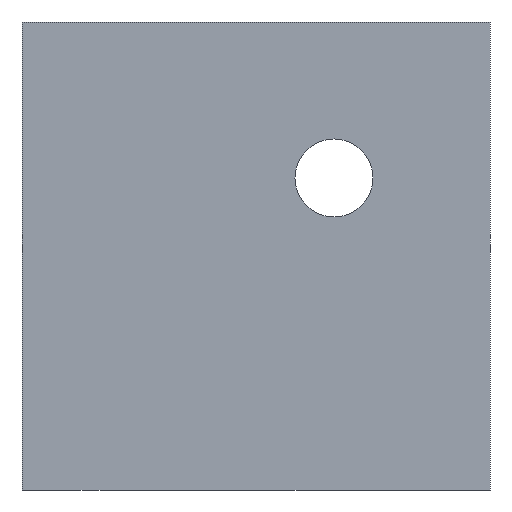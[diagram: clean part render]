
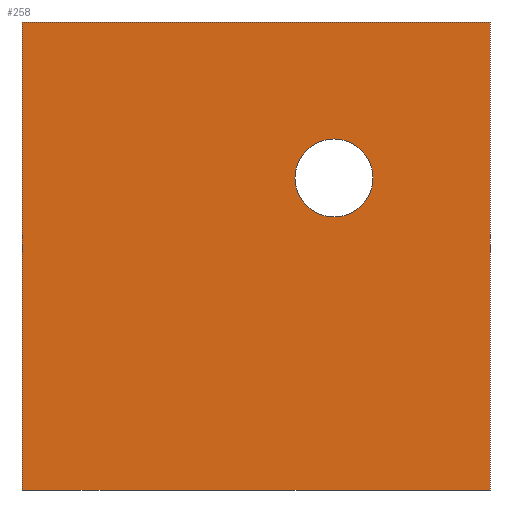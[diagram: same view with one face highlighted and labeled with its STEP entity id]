
A CAD part, left-side view. The second image highlights one B-rep face of the part: STEP entity #258.
In plain terms, the highlighted planar face has unit normal (-1, 0, 0).
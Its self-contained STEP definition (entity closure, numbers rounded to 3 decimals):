
#19=FACE_BOUND('',#63,.T.);
#28=PLANE('',#299);
#43=FACE_OUTER_BOUND('',#62,.T.);
#62=EDGE_LOOP('',(#220,#221,#222,#223));
#63=EDGE_LOOP('',(#224));
#75=LINE('',#408,#96);
#82=LINE('',#438,#103);
#84=LINE('',#442,#105);
#85=LINE('',#443,#106);
#96=VECTOR('',#328,10.);
#103=VECTOR('',#365,10.);
#105=VECTOR('',#369,10.);
#106=VECTOR('',#370,10.);
#119=CIRCLE('',#297,2.5);
#130=VERTEX_POINT('',#405);
#131=VERTEX_POINT('',#407);
#138=VERTEX_POINT('',#433);
#139=VERTEX_POINT('',#437);
#140=VERTEX_POINT('',#441);
#154=EDGE_CURVE('',#130,#131,#75,.T.);
#166=EDGE_CURVE('',#138,#138,#119,.T.);
#168=EDGE_CURVE('',#131,#139,#82,.T.);
#170=EDGE_CURVE('',#130,#140,#84,.T.);
#171=EDGE_CURVE('',#140,#139,#85,.T.);
#220=ORIENTED_EDGE('',*,*,#154,.F.);
#221=ORIENTED_EDGE('',*,*,#170,.T.);
#222=ORIENTED_EDGE('',*,*,#171,.T.);
#223=ORIENTED_EDGE('',*,*,#168,.F.);
#224=ORIENTED_EDGE('',*,*,#166,.F.);
#258=ADVANCED_FACE('',(#43,#19),#28,.F.);
#297=AXIS2_PLACEMENT_3D('',#434,#360,#361);
#299=AXIS2_PLACEMENT_3D('',#440,#367,#368);
#328=DIRECTION('',(0.,-1.,0.));
#360=DIRECTION('center_axis',(-1.,0.,0.));
#361=DIRECTION('ref_axis',(0.,-1.,0.));
#365=DIRECTION('',(0.,0.,-1.));
#367=DIRECTION('center_axis',(1.,0.,0.));
#368=DIRECTION('ref_axis',(0.,-1.,0.));
#369=DIRECTION('',(0.,0.,-1.));
#370=DIRECTION('',(0.,-1.,0.));
#405=CARTESIAN_POINT('',(-15.,15.,62.));
#407=CARTESIAN_POINT('',(-15.,-15.,62.));
#408=CARTESIAN_POINT('',(-15.,15.,62.));
#433=CARTESIAN_POINT('',(-15.,-2.5,52.));
#434=CARTESIAN_POINT('Origin',(-15.,-5.,52.));
#437=CARTESIAN_POINT('',(-15.,-15.,32.));
#438=CARTESIAN_POINT('',(-15.,-15.,62.));
#440=CARTESIAN_POINT('Origin',(-15.,15.,62.));
#441=CARTESIAN_POINT('',(-15.,15.,32.));
#442=CARTESIAN_POINT('',(-15.,15.,62.));
#443=CARTESIAN_POINT('',(-15.,15.,32.));
